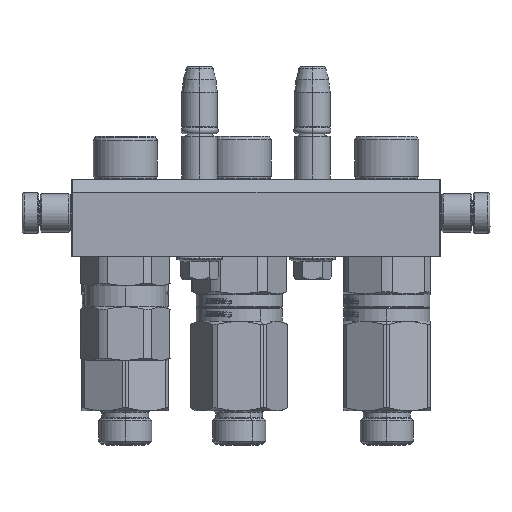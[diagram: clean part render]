
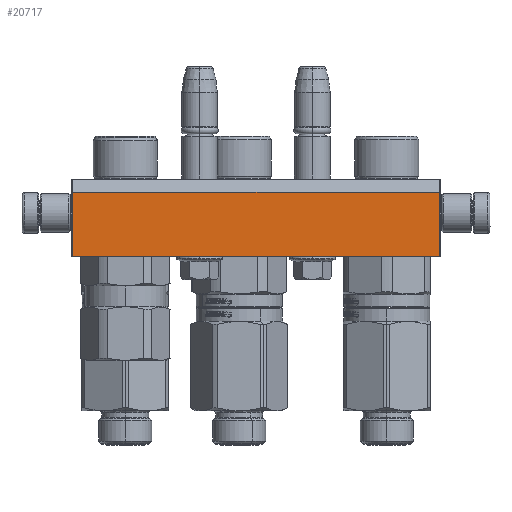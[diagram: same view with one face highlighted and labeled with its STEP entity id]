
A CAD part, left-side view. The second image highlights one B-rep face of the part: STEP entity #20717.
In plain terms, the highlighted face is planar.
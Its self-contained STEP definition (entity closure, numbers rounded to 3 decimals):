
#3385 = CARTESIAN_POINT ( 'NONE',  ( 143.5, 5., -90. ) ) ;
#5049 = EDGE_CURVE ( 'NONE', #28509, #83363, #69387, .T. ) ;
#5460 = EDGE_CURVE ( 'NONE', #82427, #83363, #34760, .T. ) ;
#14496 = EDGE_LOOP ( 'NONE', ( #37819, #33828, #59056, #22964 ) ) ;
#15722 = CARTESIAN_POINT ( 'NONE',  ( 0.5, 30., -90. ) ) ;
#20717 = ADVANCED_FACE ( 'NONE', ( #64396 ), #57946, .T. ) ;
#22964 = ORIENTED_EDGE ( 'NONE', *, *, #5049, .T. ) ;
#24318 = VECTOR ( 'NONE', #31808, 1000. ) ;
#25812 = CARTESIAN_POINT ( 'NONE',  ( 143.5, 30., -90. ) ) ;
#28509 = VERTEX_POINT ( 'NONE', #63182 ) ;
#29408 = LINE ( 'NONE', #3385, #46112 ) ;
#30625 = CARTESIAN_POINT ( 'NONE',  ( 143.5, 5., -90. ) ) ;
#31518 = CARTESIAN_POINT ( 'NONE',  ( 143.5, 30., -90. ) ) ;
#31808 = DIRECTION ( 'NONE',  ( -1., 0., 0. ) ) ;
#31837 = VECTOR ( 'NONE', #45037, 1000. ) ;
#31874 = CARTESIAN_POINT ( 'NONE',  ( 0.5, 5., -90. ) ) ;
#33828 = ORIENTED_EDGE ( 'NONE', *, *, #75978, .F. ) ;
#34760 = LINE ( 'NONE', #31518, #24318 ) ;
#35806 = CARTESIAN_POINT ( 'NONE',  ( 143.5, 5., -90. ) ) ;
#36960 = LINE ( 'NONE', #35806, #84962 ) ;
#37819 = ORIENTED_EDGE ( 'NONE', *, *, #5460, .F. ) ;
#45037 = DIRECTION ( 'NONE',  ( 0., 1., 0. ) ) ;
#46112 = VECTOR ( 'NONE', #63506, 1000. ) ;
#48649 = DIRECTION ( 'NONE',  ( -1., 0., 0. ) ) ;
#50932 = AXIS2_PLACEMENT_3D ( 'NONE', #64645, #83842, #51500 ) ;
#51500 = DIRECTION ( 'NONE',  ( -1., 0., 0. ) ) ;
#57946 = PLANE ( 'NONE',  #50932 ) ;
#59056 = ORIENTED_EDGE ( 'NONE', *, *, #79047, .T. ) ;
#63182 = CARTESIAN_POINT ( 'NONE',  ( 0.5, 5., -90. ) ) ;
#63506 = DIRECTION ( 'NONE',  ( 0., 1., 0. ) ) ;
#64396 = FACE_OUTER_BOUND ( 'NONE', #14496, .T. ) ;
#64645 = CARTESIAN_POINT ( 'NONE',  ( 144., 0., -90. ) ) ;
#64934 = VERTEX_POINT ( 'NONE', #30625 ) ;
#69387 = LINE ( 'NONE', #31874, #31837 ) ;
#75978 = EDGE_CURVE ( 'NONE', #64934, #82427, #29408, .T. ) ;
#79047 = EDGE_CURVE ( 'NONE', #64934, #28509, #36960, .T. ) ;
#82427 = VERTEX_POINT ( 'NONE', #25812 ) ;
#83363 = VERTEX_POINT ( 'NONE', #15722 ) ;
#83842 = DIRECTION ( 'NONE',  ( 0., 0., -1. ) ) ;
#84962 = VECTOR ( 'NONE', #48649, 1000. ) ;
